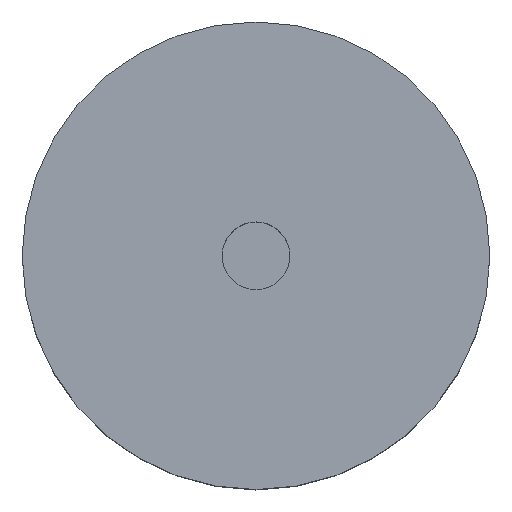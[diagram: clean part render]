
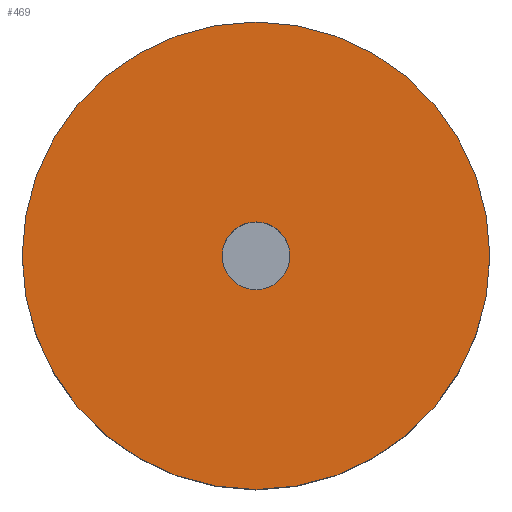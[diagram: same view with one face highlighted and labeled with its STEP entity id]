
A CAD part, top view. The second image highlights one B-rep face of the part: STEP entity #469.
In plain terms, the highlighted planar face has unit normal (0, 0, 1).
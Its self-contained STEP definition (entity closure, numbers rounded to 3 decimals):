
#7 = DIRECTION ( 'NONE',  ( 0., 0., 1. ) ) ;
#10 = CARTESIAN_POINT ( 'NONE',  ( 1., 0., 6.8 ) ) ;
#13 = VERTEX_POINT ( 'NONE', #10 ) ;
#30 = DIRECTION ( 'NONE',  ( 1., 0., 0. ) ) ;
#47 = ORIENTED_EDGE ( 'NONE', *, *, #480, .T. ) ;
#124 = AXIS2_PLACEMENT_3D ( 'NONE', #406, #263, #30 ) ;
#136 = EDGE_CURVE ( 'NONE', #264, #13, #372, .T. ) ;
#155 = EDGE_CURVE ( 'NONE', #13, #264, #162, .T. ) ;
#157 = EDGE_LOOP ( 'NONE', ( #286, #218 ) ) ;
#162 = CIRCLE ( 'NONE', #352, 1. ) ;
#176 = CARTESIAN_POINT ( 'NONE',  ( -1., 0., 6.8 ) ) ;
#184 = VERTEX_POINT ( 'NONE', #288 ) ;
#195 = CARTESIAN_POINT ( 'NONE',  ( 0., 0., 6.8 ) ) ;
#218 = ORIENTED_EDGE ( 'NONE', *, *, #136, .F. ) ;
#228 = DIRECTION ( 'NONE',  ( 1., 0., 0. ) ) ;
#230 = DIRECTION ( 'NONE',  ( 1., 0., 0. ) ) ;
#248 = CARTESIAN_POINT ( 'NONE',  ( 0., 0., 6.8 ) ) ;
#254 = DIRECTION ( 'NONE',  ( 1., 0., 0. ) ) ;
#263 = DIRECTION ( 'NONE',  ( 0., 0., 1. ) ) ;
#264 = VERTEX_POINT ( 'NONE', #176 ) ;
#274 = FACE_OUTER_BOUND ( 'NONE', #451, .T. ) ;
#279 = DIRECTION ( 'NONE',  ( 0., 0., 1. ) ) ;
#286 = ORIENTED_EDGE ( 'NONE', *, *, #155, .F. ) ;
#288 = CARTESIAN_POINT ( 'NONE',  ( -6.9, 0., 6.8 ) ) ;
#307 = PLANE ( 'NONE',  #367 ) ;
#310 = DIRECTION ( 'NONE',  ( 0., 0., 1. ) ) ;
#313 = CIRCLE ( 'NONE', #124, 6.9 ) ;
#334 = CARTESIAN_POINT ( 'NONE',  ( 6.9, 0., 6.8 ) ) ;
#343 = VERTEX_POINT ( 'NONE', #334 ) ;
#350 = ORIENTED_EDGE ( 'NONE', *, *, #363, .T. ) ;
#351 = DIRECTION ( 'NONE',  ( 1., 0., 0. ) ) ;
#352 = AXIS2_PLACEMENT_3D ( 'NONE', #248, #397, #254 ) ;
#363 = EDGE_CURVE ( 'NONE', #343, #184, #313, .T. ) ;
#367 = AXIS2_PLACEMENT_3D ( 'NONE', #195, #310, #230 ) ;
#371 = FACE_BOUND ( 'NONE', #157, .T. ) ;
#372 = CIRCLE ( 'NONE', #484, 1. ) ;
#397 = DIRECTION ( 'NONE',  ( 0., 0., 1. ) ) ;
#406 = CARTESIAN_POINT ( 'NONE',  ( 0., 0., 6.8 ) ) ;
#411 = CARTESIAN_POINT ( 'NONE',  ( 0., 0., 6.8 ) ) ;
#449 = CIRCLE ( 'NONE', #481, 6.9 ) ;
#451 = EDGE_LOOP ( 'NONE', ( #47, #350 ) ) ;
#462 = CARTESIAN_POINT ( 'NONE',  ( 0., 0., 6.8 ) ) ;
#469 = ADVANCED_FACE ( 'NONE', ( #371, #274 ), #307, .T. ) ;
#480 = EDGE_CURVE ( 'NONE', #184, #343, #449, .T. ) ;
#481 = AXIS2_PLACEMENT_3D ( 'NONE', #411, #7, #228 ) ;
#484 = AXIS2_PLACEMENT_3D ( 'NONE', #462, #279, #351 ) ;
